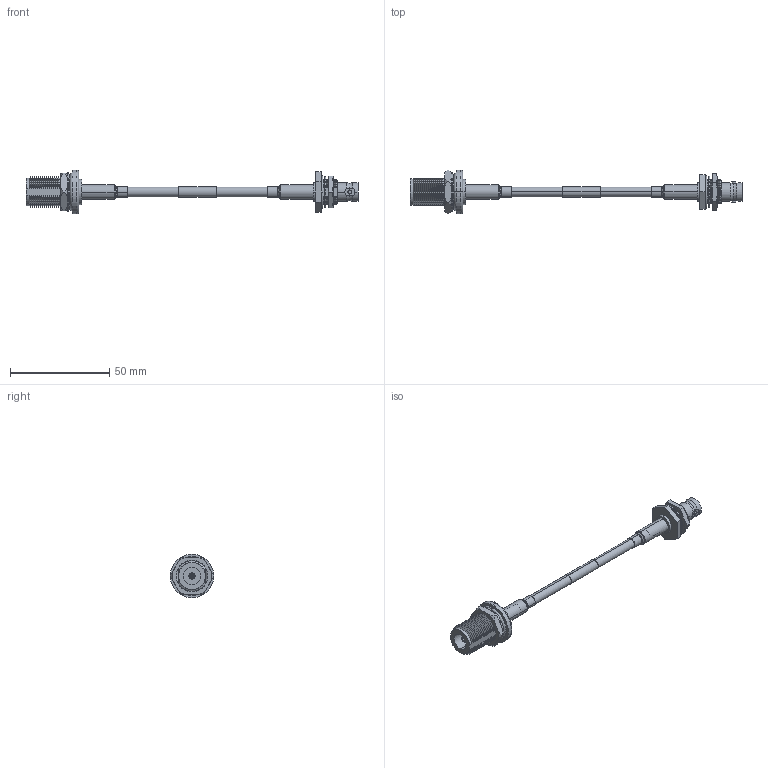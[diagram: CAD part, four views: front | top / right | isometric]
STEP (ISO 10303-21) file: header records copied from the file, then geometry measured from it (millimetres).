
FILE_DESCRIPTION (( 'STEP AP203' ), '1' );
FILE_NAME ('LCCA30690.STEP', '2020-09-24T16:58:56', ( '' ), ( '' ), 'SwSTEP 2.0', 'SolidWorks 2018', '' );
FILE_SCHEMA (( 'CONFIG_CONTROL_DESIGN' ));
Length unit declared in the file: inch
Products named in the file (17): BAC522-MA3; ANF-3700-MA3; BAC522-MA4; ANF-3700-MA2; BAC522; ANF-3700-MA1; LCCA30690; ANF-3700; CA-195R-MA1_.195"x1"; Part3^LCCA30690; BAC522-MA1; BAC522-MA2; 3AA02-017; 3AA03-013; RG58C-PROD; ANF-3700-MA4
Assembly tree (17 placements, depth 3):
  LCCA30690
    RG58C-PROD
    Part3^LCCA30690
    ANF-3700
      ANF-3700-MA1
      ANF-3700-MA3
      3AA03-013
      3AA02-017
      ANF-3700-MA4
      ANF-3700-MA2
    CA-195R-MA1_.195"x1"  x2
    BAC522
      BAC522
      BAC522-MA1
      BAC522-MA2
      BAC522-MA3
      BAC522-MA4
Bounding box: 167.2 x 22 x 22 mm (x, y, z)
Volume: 9895.1 mm3; surface area: 13273.4 mm2
Topology: 15 solids, 15 shells, 838 faces, 2167 edges, 1409 vertices
Faces by surface type: plane 317, cone 246, cylinder 235, torus 28, bspline 12
Entity records: 28188 total; most frequent: CARTESIAN_POINT 6200, ORIENTED_EDGE 4246, DIRECTION 4239, EDGE_CURVE 2123, AXIS2_PLACEMENT_3D 1640, VERTEX_POINT 1385, VECTOR 959, LINE 959
